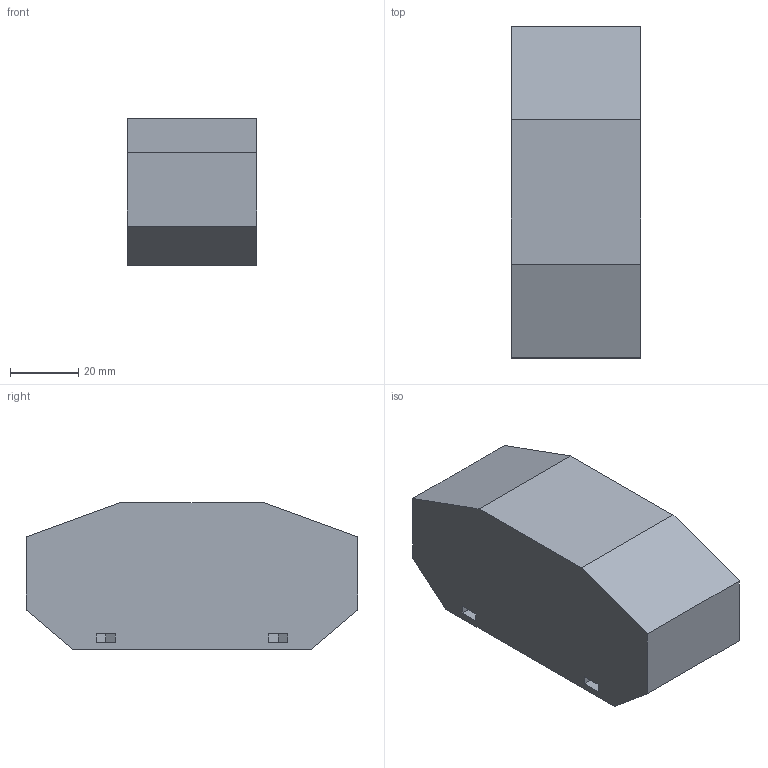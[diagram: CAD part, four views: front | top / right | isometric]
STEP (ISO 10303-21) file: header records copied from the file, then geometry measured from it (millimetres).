
FILE_DESCRIPTION(('FreeCAD Model'),'2;1');
FILE_NAME( 'x-mount-left.step', '2020-03-14T16:07:08',('Author'),(''), 'Open CASCADE STEP processor 7.3','FreeCAD','Unknown');
FILE_SCHEMA(('AUTOMOTIVE_DESIGN { 1 0 10303 214 1 1 1 1 }'));
Length unit declared in the file: millimetre
Products named in the file (1): x-mount-left
Bounding box: 38.1 x 97.5 x 43 mm (x, y, z)
Volume: 139633.4 mm3; surface area: 19345.6 mm2
Topology: 1 solids, 1 shells, 60 faces, 141 edges, 94 vertices
Faces by surface type: plane 49, cylinder 11
Full cylindrical faces by diameter (mm): 3.4 x8, 8.1 x2, 8.35 x1
Entity records: 3604 total; most frequent: CARTESIAN_POINT 632, DIRECTION 558, LINE 379, VECTOR 379, ORIENTED_EDGE 282, PCURVE 282, DEFINITIONAL_REPRESENTATION 282, EDGE_CURVE 141
